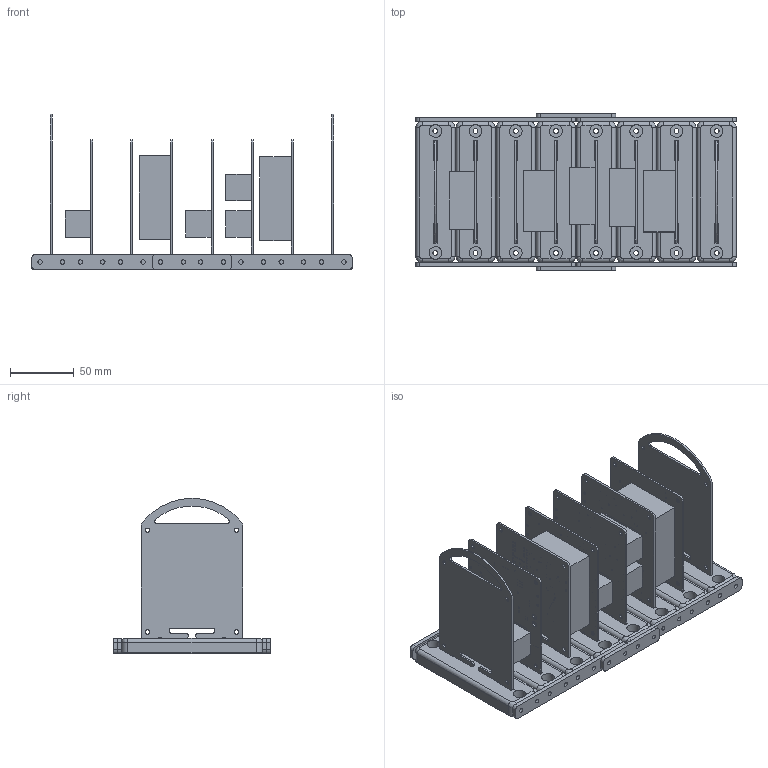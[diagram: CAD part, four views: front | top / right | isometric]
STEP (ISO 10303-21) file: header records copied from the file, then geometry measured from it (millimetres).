
FILE_DESCRIPTION(/* description */ (''),/* implementation_level */ '2;1');
FILE_NAME(/* name */ 'Hippo-PD Assembly v26.step',/* time_stamp */ '2022-07-23T23:13:57-04:00',/* author */ (''),/* organization */ (''),/* preprocessor_version */ 'ST-DEVELOPER v18.1',/* originating_system */ 'Autodesk Translation Framework v10.13.0.1454',/* authorisation */ '');
FILE_SCHEMA (('AUTOMOTIVE_DESIGN { 1 0 10303 214 3 1 1 }'));
Products named in the file (39): Hippo-PD Assembly; 00_CoverStage_v1; PCB Component; 01_InputStage_v1; PCB Component_1; Board; 5A regulator; 02_MonitorStage_v1; PCB Component_2; Board_1; 03_MotorStage_v1; PCB Component_3; Board_2; 8A regulator; 04_ControllerStage_v1; PCB Component_4; Board_3; 5A regulator_1; 05_ServoStage_v1; PCB Component_5; Board_4; 5A regulator_2; 5A regulator_3; 5A regulator_4; 06_SBCStage_v1; PCB Component_6; Board_5; 8A regulator_1; 8A regulator_2; 00_CoverStage_v1_1; PCB Component_7; Board_6; trays; clip A; clip A (1); clip B; clip A(Mirror); clip A (1)(Mirror); clip B(Mirror)
Assembly tree (43 placements, depth 4):
  Hippo-PD Assembly
    00_CoverStage_v1
      PCB Component
        Board_6
    01_InputStage_v1
      PCB Component_1
        Board
      5A regulator
        5A regulator_4
    02_MonitorStage_v1
      PCB Component_2
        Board_1
    03_MotorStage_v1
      PCB Component_3
        Board_2
      8A regulator
        8A regulator_2
    04_ControllerStage_v1
      PCB Component_4
        Board_3
      5A regulator_1
        5A regulator_4
    05_ServoStage_v1
      PCB Component_5
        Board_4
      5A regulator_2
        5A regulator_4
      5A regulator_3
        5A regulator_4
    06_SBCStage_v1
      PCB Component_6
        Board_5
      8A regulator_1
        8A regulator_2
    00_CoverStage_v1_1
      PCB Component_7
        Board_6
    trays
    clip A
    clip A (1)
    clip B
    clip A(Mirror)
    clip A (1)(Mirror)
    clip B(Mirror)
Bounding box: 251.76 x 123.5 x 122 mm (x, y, z)
Volume: 631392.8 mm3; surface area: 266294.6 mm2
Topology: 28 solids, 28 shells, 2172 faces, 6060 edges, 3960 vertices
Faces by surface type: plane 1248, cylinder 716, bspline 128, cone 80
Full cylindrical faces by diameter (mm): 0.35 x10, 0.381 x127, 0.508 x23, 0.635 x8, 0.965 x53, 1.016 x74, 1.27 x1, 1.3 x11, 1.5 x1, 1.6 x4, 1.905 x26, 3.4 x52, 3.8 x16, 4.572 x2, 5 x32, 10 x16
Entity records: 73353 total; most frequent: CARTESIAN_POINT 15692, ORIENTED_EDGE 11820, DIRECTION 11386, EDGE_CURVE 5910, LINE 4118, VECTOR 4118, VERTEX_POINT 3860, AXIS2_PLACEMENT_3D 3634
